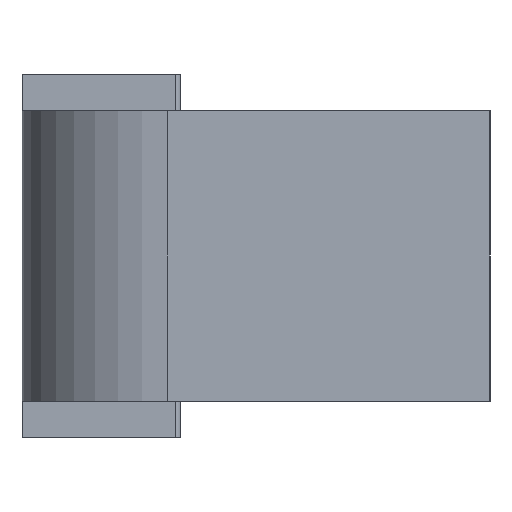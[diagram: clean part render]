
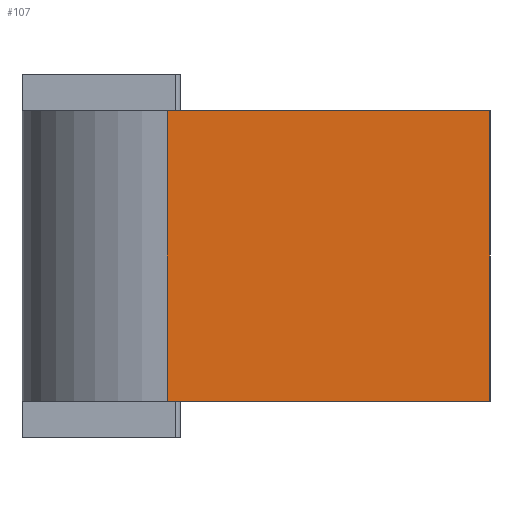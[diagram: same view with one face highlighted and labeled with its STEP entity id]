
A CAD part, left-side view. The second image highlights one B-rep face of the part: STEP entity #107.
In plain terms, the highlighted planar face has unit normal (-1, 0, 0).
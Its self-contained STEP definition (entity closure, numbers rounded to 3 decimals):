
#107 = ADVANCED_FACE( '', ( #174 ), #175, .F. );
#174 = FACE_OUTER_BOUND( '', #242, .T. );
#175 = PLANE( '', #243 );
#242 = EDGE_LOOP( '', ( #502, #503, #504, #505 ) );
#243 = AXIS2_PLACEMENT_3D( '', #506, #507, #508 );
#502 = ORIENTED_EDGE( '', *, *, #553, .T. );
#503 = ORIENTED_EDGE( '', *, *, #611, .F. );
#504 = ORIENTED_EDGE( '', *, *, #532, .F. );
#505 = ORIENTED_EDGE( '', *, *, #527, .T. );
#506 = CARTESIAN_POINT( '', ( -20., 16.2, 6. ) );
#507 = DIRECTION( '', ( 1., 0., 0. ) );
#508 = DIRECTION( '', ( 0., 0., -1. ) );
#527 = EDGE_CURVE( '', #619, #617, #620, .T. );
#532 = EDGE_CURVE( '', #619, #628, #629, .T. );
#553 = EDGE_CURVE( '', #617, #667, #669, .T. );
#611 = EDGE_CURVE( '', #628, #667, #755, .T. );
#617 = VERTEX_POINT( '', #762 );
#619 = VERTEX_POINT( '', #764 );
#620 = LINE( '', #765, #766 );
#628 = VERTEX_POINT( '', #777 );
#629 = LINE( '', #778, #779 );
#667 = VERTEX_POINT( '', #831 );
#669 = LINE( '', #834, #835 );
#755 = LINE( '', #962, #963 );
#762 = CARTESIAN_POINT( '', ( -20., 16.2, -6. ) );
#764 = CARTESIAN_POINT( '', ( -20., 16.2, 6. ) );
#765 = CARTESIAN_POINT( '', ( -20., 16.2, 6. ) );
#766 = VECTOR( '', #971, 1000. );
#777 = CARTESIAN_POINT( '', ( -20., 2.9, 6. ) );
#778 = CARTESIAN_POINT( '', ( -20., 16.2, 6. ) );
#779 = VECTOR( '', #978, 1000. );
#831 = CARTESIAN_POINT( '', ( -20., 2.9, -6. ) );
#834 = CARTESIAN_POINT( '', ( -20., 16.2, -6. ) );
#835 = VECTOR( '', #1009, 1000. );
#962 = CARTESIAN_POINT( '', ( -20., 2.9, 6. ) );
#963 = VECTOR( '', #1099, 1000. );
#971 = DIRECTION( '', ( 0., 0., -1. ) );
#978 = DIRECTION( '', ( 0., -1., 0. ) );
#1009 = DIRECTION( '', ( 0., -1., 0. ) );
#1099 = DIRECTION( '', ( 0., 0., -1. ) );
